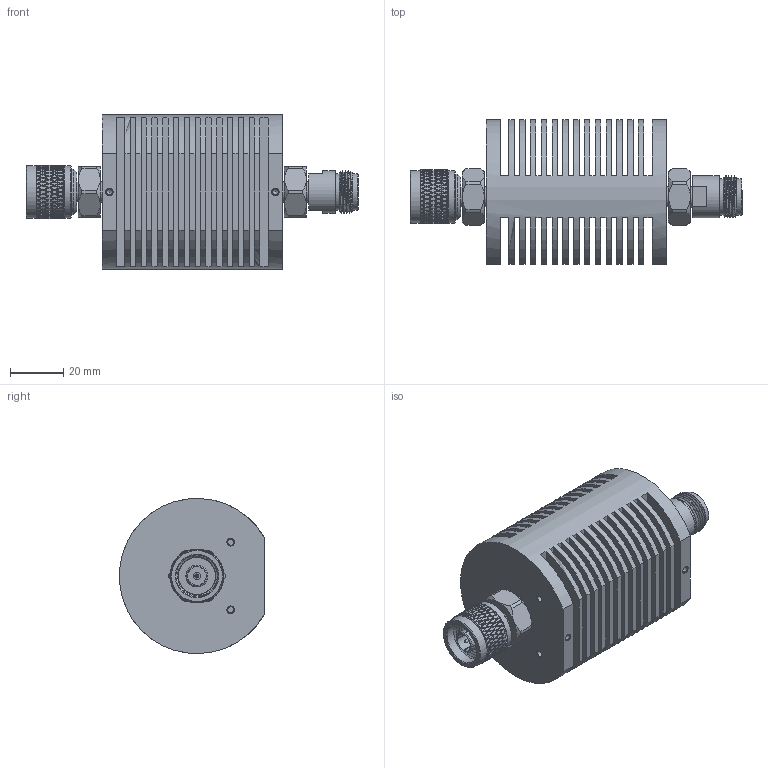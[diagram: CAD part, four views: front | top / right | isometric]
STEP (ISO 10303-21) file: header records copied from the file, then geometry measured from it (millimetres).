
FILE_DESCRIPTION (( 'STEP AP203' ), '1' );
FILE_NAME ('PE7367-10_3D.step', '2021-10-25T16:00:58', ( '' ), ( '' ), 'SwSTEP 2.0', 'SolidWorks 2021', '' );
FILE_SCHEMA (( 'CONFIG_CONTROL_DESIGN' ));
Products named in the file (1): PE7367-10_3D
Bounding box: 124.97 x 54.51 x 58.38 mm (x, y, z)
Volume: 136602.8 mm3; surface area: 71031.2 mm2
Topology: 1 solids, 1 shells, 1484 faces, 3295 edges, 1852 vertices
Faces by surface type: bspline 966, cylinder 298, plane 170, cone 48, torus 2
Full cylindrical faces by diameter (mm): 1.524 x1, 1.778 x1, 2.261 x6, 2.54 x1, 2.794 x1, 2.845 x6, 6.731 x1, 6.985 x1, 7.572 x2, 7.62 x2, 8.255 x2, 13.716 x2, 15.875 x6, 17.175 x1, 19.715 x2
Entity records: 57458 total; most frequent: CARTESIAN_POINT 35825, ORIENTED_EDGE 6426, EDGE_CURVE 3213, DIRECTION 2002, VERTEX_POINT 1823, EDGE_LOOP 1570, FACE_OUTER_BOUND 1510, ADVANCED_FACE 1477
